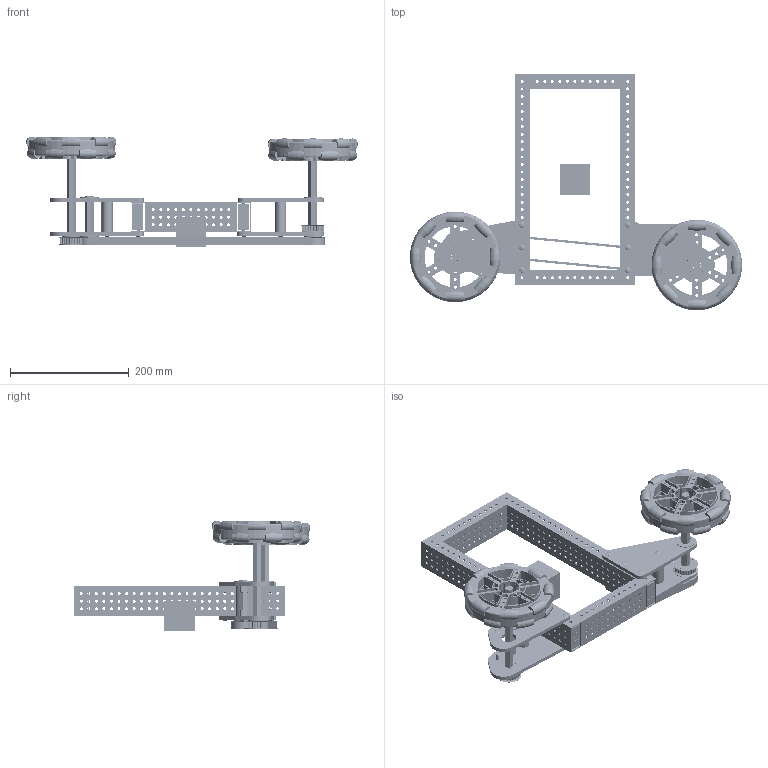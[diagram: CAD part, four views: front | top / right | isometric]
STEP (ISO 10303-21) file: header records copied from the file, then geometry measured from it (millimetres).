
FILE_DESCRIPTION(/* description */ ('STEP AP242 Edition 2','CAx-IF Rec.Pracs.---Representation and Presentation of Product Manufacturing Information (PMI)---4.0---2014-10-13','CAx-IF Rec.Pracs.---3D Tessellated Geometry---0.4---2014-09-14','2;1','CAx-IF Rec.Pracs.---User Defined Attributes---1.5---2016-08-15'),/* implementation_level */ '2;1');
FILE_NAME(/* name */ '6930ff76e0d9edfed235da9a',/* time_stamp */ '2025-12-04T03:26:47Z',/* author */ (''),/* organization */ (''),/* preprocessor_version */ 'ST-DEVELOPER v20',/* originating_system */ 'ONSHAPE BY PTC INC, 1.207',/* authorisation */ ' ');
FILE_SCHEMA (('AP242_MANAGED_MODEL_BASED_3D_ENGINEERING_MIM_LF { 1 0 10303 442 3 1 4 }'));
Length unit declared in the file: metre
Products named in the file (20): Assembly; Tube 2"x1"x6"; 3/8" Hex Bore Custom Spacer (0.75" OD,2" L); 1/2" Rounded Hex (13.75mm) ID Bearing (1.125" OD, 0.313" WD, Shielded
, Flanged); 3/16" Blind Rivet (.250" - .438" Grip Length, Aluminum); Part 7; 24t Custom HTD 5mm Pulley (0.375" Wide, 1/2" Hex Bore w/ TTB Insert ); Tube 2"x1"x14"; 175T 5M 12.7mm Wide Belt; Origin Cube; Part 8; 1/2" Hex (6 in); 6" ION Omni Wheel (MAXSpline Bore); Part 6; 1/2" Hex (2.25 in); Custom Crush Block (3" L, 2" x 1" Tube, 1/8" Wall); Custom Crush Block (1" L, 2" x 1" Tube, 1/8" Wall)
Assembly tree (47 placements, depth 2):
  Assembly
    Tube 2"x1"x6"
    3/8" Hex Bore Custom Spacer (0.75" OD,2" L)  x3
    1/2" Rounded Hex (13.75mm) ID Bearing (1.125" OD, 0.313" WD, Shielded
, Flanged)  x5
    3/16" Blind Rivet (.250" - .438" Grip Length, Aluminum)  x18
    Part 7
    24t Custom HTD 5mm Pulley (0.375" Wide, 1/2" Hex Bore w/ TTB Insert )  x4
    Tube 2"x1"x14"
    175T 5M 12.7mm Wide Belt
    Tube 2"x1"x6"
    Origin Cube
    Part 8  x2
    1/2" Hex (6 in)
    6" ION Omni Wheel (MAXSpline Bore)  x2
    Part 6
    Tube 2"x1"x14"
    1/2" Hex (2.25 in)
    Custom Crush Block (3" L, 2" x 1" Tube, 1/8" Wall)
    Custom Crush Block (1" L, 2" x 1" Tube, 1/8" Wall)
    1/2" Hex (6 in)
Bounding box: 558.17 x 397.72 x 186.37 mm (x, y, z)
Volume: 1573269.9 mm3; surface area: 718117.6 mm2
Topology: 47 solids, 47 shells, 3969 faces, 10370 edges, 6626 vertices
Faces by surface type: cylinder 1943, plane 1504, cone 272, bspline 168, torus 82
Full cylindrical faces by diameter (mm): 2.896 x18, 4.292 x18, 4.8 x18, 4.978 x626, 5 x36, 5.105 x36, 9.3 x18, 13.75 x5, 19.05 x3, 19.204 x10, 24.575 x10, 25.4 x6, 28.575 x5, 31.12 x5, 34.925 x4, 42.054 x8, 146.61 x2
Entity records: 61710 total; most frequent: CARTESIAN_POINT 11082, DIRECTION 10406, ORIENTED_EDGE 8992, EDGE_CURVE 4496, AXIS2_PLACEMENT_3D 4310, EDGE_LOOP 4008, FACE_BOUND 4008, VERTEX_POINT 3370
